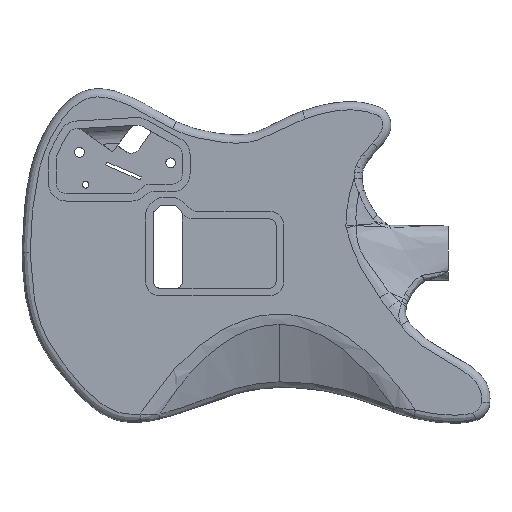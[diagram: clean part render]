
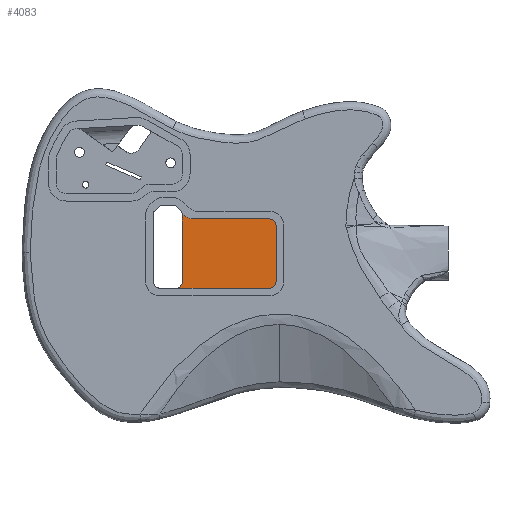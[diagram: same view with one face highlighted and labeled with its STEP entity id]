
A CAD part, front view. The second image highlights one B-rep face of the part: STEP entity #4083.
In plain terms, the highlighted planar face has unit normal (0, -1, 0).
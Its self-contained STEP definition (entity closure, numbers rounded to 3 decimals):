
#446 = CARTESIAN_POINT ( 'NONE',  ( 271.469, 68., -142. ) ) ;
#566 = ORIENTED_EDGE ( 'NONE', *, *, #21160, .T. ) ;
#1366 = VECTOR ( 'NONE', #19202, 1000. ) ;
#2649 = ORIENTED_EDGE ( 'NONE', *, *, #3785, .F. ) ;
#3124 = DIRECTION ( 'NONE',  ( 0., -1., 0. ) ) ;
#3211 = DIRECTION ( 'NONE',  ( 0., -1., 0. ) ) ;
#3529 = EDGE_CURVE ( 'NONE', #4013, #3959, #8224, .T. ) ;
#3598 = AXIS2_PLACEMENT_3D ( 'NONE', #14234, #5635, #10675 ) ;
#3785 = EDGE_CURVE ( 'NONE', #6120, #20305, #8555, .T. ) ;
#3959 = VERTEX_POINT ( 'NONE', #8880 ) ;
#4013 = VERTEX_POINT ( 'NONE', #17466 ) ;
#4083 = ADVANCED_FACE ( 'NONE', ( #12323 ), #14155, .F. ) ;
#4896 = CARTESIAN_POINT ( 'NONE',  ( 271.469, 68., -210. ) ) ;
#4982 = DIRECTION ( 'NONE',  ( 0., 1., 0. ) ) ;
#5464 = CARTESIAN_POINT ( 'NONE',  ( 185.819, 68., -138.03 ) ) ;
#5635 = DIRECTION ( 'NONE',  ( 0., -1., 0. ) ) ;
#6120 = VERTEX_POINT ( 'NONE', #10845 ) ;
#6452 = EDGE_CURVE ( 'NONE', #4013, #6120, #22251, .T. ) ;
#6472 = VERTEX_POINT ( 'NONE', #17654 ) ;
#6654 = DIRECTION ( 'NONE',  ( 0., 0., 1. ) ) ;
#6677 = CARTESIAN_POINT ( 'NONE',  ( 196.401, 68., -129.3 ) ) ;
#6878 = DIRECTION ( 'NONE',  ( 0., 0., 1. ) ) ;
#6880 = AXIS2_PLACEMENT_3D ( 'NONE', #10552, #17531, #6878 ) ;
#7460 = VERTEX_POINT ( 'NONE', #12269 ) ;
#8224 = LINE ( 'NONE', #4896, #8317 ) ;
#8317 = VECTOR ( 'NONE', #20589, 1000. ) ;
#8338 = VECTOR ( 'NONE', #19679, 1000. ) ;
#8347 = EDGE_LOOP ( 'NONE', ( #10559, #11201, #15648, #566, #21796, #16854, #20261, #2649, #13926 ) ) ;
#8372 = CARTESIAN_POINT ( 'NONE',  ( 271.469, 68., -203.65 ) ) ;
#8555 = LINE ( 'NONE', #15787, #1366 ) ;
#8811 = VECTOR ( 'NONE', #11641, 1000. ) ;
#8826 = EDGE_CURVE ( 'NONE', #6472, #16812, #9184, .T. ) ;
#8880 = CARTESIAN_POINT ( 'NONE',  ( 271.469, 68., -210. ) ) ;
#9022 = LINE ( 'NONE', #446, #8338 ) ;
#9184 = CIRCLE ( 'NONE', #20828, 12.7 ) ;
#9400 = EDGE_CURVE ( 'NONE', #14364, #15488, #13254, .T. ) ;
#9740 = AXIS2_PLACEMENT_3D ( 'NONE', #21131, #4982, #19416 ) ;
#9905 = DIRECTION ( 'NONE',  ( 0., 0., 1. ) ) ;
#10171 = CIRCLE ( 'NONE', #6880, 6.35 ) ;
#10552 = CARTESIAN_POINT ( 'NONE',  ( 271.469, 68., -148.35 ) ) ;
#10559 = ORIENTED_EDGE ( 'NONE', *, *, #3529, .T. ) ;
#10675 = DIRECTION ( 'NONE',  ( 0., 0., 1. ) ) ;
#10845 = CARTESIAN_POINT ( 'NONE',  ( 185.819, 68., -203.65 ) ) ;
#11201 = ORIENTED_EDGE ( 'NONE', *, *, #11838, .T. ) ;
#11274 = AXIS2_PLACEMENT_3D ( 'NONE', #16997, #3124, #22034 ) ;
#11641 = DIRECTION ( 'NONE',  ( 0., 0., 1. ) ) ;
#11838 = EDGE_CURVE ( 'NONE', #3959, #14364, #16059, .T. ) ;
#12269 = CARTESIAN_POINT ( 'NONE',  ( 271.469, 68., -142. ) ) ;
#12323 = FACE_OUTER_BOUND ( 'NONE', #8347, .T. ) ;
#12784 = AXIS2_PLACEMENT_3D ( 'NONE', #8372, #3211, #6654 ) ;
#13254 = LINE ( 'NONE', #16908, #8811 ) ;
#13342 = CARTESIAN_POINT ( 'NONE',  ( 277.819, 68., -148.35 ) ) ;
#13926 = ORIENTED_EDGE ( 'NONE', *, *, #6452, .F. ) ;
#14155 = PLANE ( 'NONE',  #9740 ) ;
#14234 = CARTESIAN_POINT ( 'NONE',  ( 179.469, 68., -203.65 ) ) ;
#14364 = VERTEX_POINT ( 'NONE', #15218 ) ;
#15218 = CARTESIAN_POINT ( 'NONE',  ( 277.819, 68., -203.65 ) ) ;
#15488 = VERTEX_POINT ( 'NONE', #13342 ) ;
#15648 = ORIENTED_EDGE ( 'NONE', *, *, #9400, .T. ) ;
#15787 = CARTESIAN_POINT ( 'NONE',  ( 185.819, 68., -138.03 ) ) ;
#16059 = CIRCLE ( 'NONE', #12784, 6.35 ) ;
#16268 = EDGE_CURVE ( 'NONE', #20305, #16812, #22598, .T. ) ;
#16812 = VERTEX_POINT ( 'NONE', #19954 ) ;
#16854 = ORIENTED_EDGE ( 'NONE', *, *, #8826, .T. ) ;
#16908 = CARTESIAN_POINT ( 'NONE',  ( 277.819, 68., -148.35 ) ) ;
#16997 = CARTESIAN_POINT ( 'NONE',  ( 179.469, 68., -138.03 ) ) ;
#17466 = CARTESIAN_POINT ( 'NONE',  ( 179.469, 68., -210. ) ) ;
#17531 = DIRECTION ( 'NONE',  ( 0., -1., 0. ) ) ;
#17642 = EDGE_CURVE ( 'NONE', #7460, #6472, #9022, .T. ) ;
#17654 = CARTESIAN_POINT ( 'NONE',  ( 196.401, 68., -142. ) ) ;
#19202 = DIRECTION ( 'NONE',  ( 0., 0., 1. ) ) ;
#19416 = DIRECTION ( 'NONE',  ( 0., 0., 1. ) ) ;
#19679 = DIRECTION ( 'NONE',  ( -1., 0., 0. ) ) ;
#19954 = CARTESIAN_POINT ( 'NONE',  ( 185.113, 68., -135.12 ) ) ;
#20261 = ORIENTED_EDGE ( 'NONE', *, *, #16268, .F. ) ;
#20305 = VERTEX_POINT ( 'NONE', #5464 ) ;
#20589 = DIRECTION ( 'NONE',  ( 1., 0., 0. ) ) ;
#20757 = DIRECTION ( 'NONE',  ( 0., 1., 0. ) ) ;
#20828 = AXIS2_PLACEMENT_3D ( 'NONE', #6677, #20757, #9905 ) ;
#21131 = CARTESIAN_POINT ( 'NONE',  ( 271.469, 68., -148.35 ) ) ;
#21160 = EDGE_CURVE ( 'NONE', #15488, #7460, #10171, .T. ) ;
#21796 = ORIENTED_EDGE ( 'NONE', *, *, #17642, .T. ) ;
#22034 = DIRECTION ( 'NONE',  ( 0., 0., 1. ) ) ;
#22251 = CIRCLE ( 'NONE', #3598, 6.35 ) ;
#22598 = CIRCLE ( 'NONE', #11274, 6.35 ) ;
